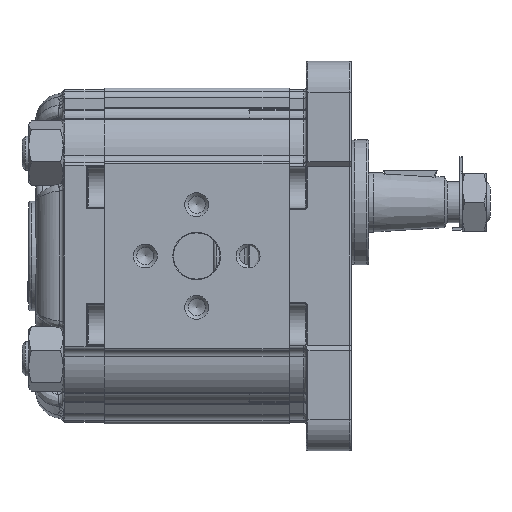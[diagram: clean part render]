
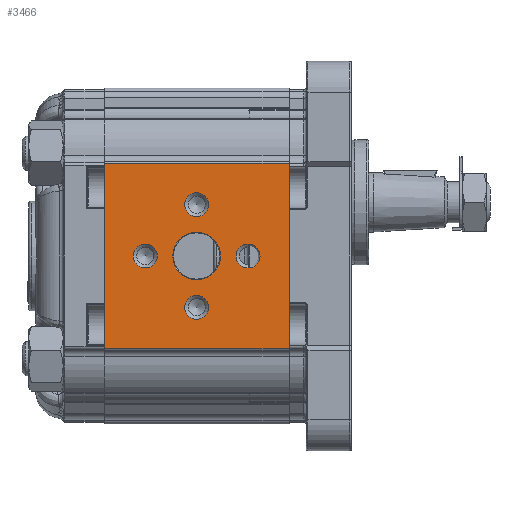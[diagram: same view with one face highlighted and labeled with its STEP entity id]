
A CAD part, left-side view. The second image highlights one B-rep face of the part: STEP entity #3466.
In plain terms, the highlighted planar face has unit normal (-1, 0, 0).
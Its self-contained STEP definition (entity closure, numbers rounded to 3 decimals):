
#3466 = ADVANCED_FACE( '', ( #8191, #8192, #8193, #8194, #8195, #8196 ), #8197, .T. );
#8191 = FACE_BOUND( '', #15394, .T. );
#8192 = FACE_BOUND( '', #15395, .T. );
#8193 = FACE_BOUND( '', #15396, .T. );
#8194 = FACE_BOUND( '', #15397, .T. );
#8195 = FACE_BOUND( '', #15398, .T. );
#8196 = FACE_OUTER_BOUND( '', #15399, .T. );
#8197 = PLANE( '', #15400 );
#15394 = EDGE_LOOP( '', ( #27811 ) );
#15395 = EDGE_LOOP( '', ( #27812 ) );
#15396 = EDGE_LOOP( '', ( #27813 ) );
#15397 = EDGE_LOOP( '', ( #27814 ) );
#15398 = EDGE_LOOP( '', ( #27815 ) );
#15399 = EDGE_LOOP( '', ( #27816, #27817, #27818, #27819 ) );
#15400 = AXIS2_PLACEMENT_3D( '', #27820, #27821, #27822 );
#27811 = ORIENTED_EDGE( '', *, *, #42117, .T. );
#27812 = ORIENTED_EDGE( '', *, *, #42118, .T. );
#27813 = ORIENTED_EDGE( '', *, *, #42119, .T. );
#27814 = ORIENTED_EDGE( '', *, *, #42120, .T. );
#27815 = ORIENTED_EDGE( '', *, *, #42121, .T. );
#27816 = ORIENTED_EDGE( '', *, *, #41685, .F. );
#27817 = ORIENTED_EDGE( '', *, *, #42122, .F. );
#27818 = ORIENTED_EDGE( '', *, *, #40390, .T. );
#27819 = ORIENTED_EDGE( '', *, *, #42123, .T. );
#27820 = CARTESIAN_POINT( '', ( -43., 54., 27.048 ) );
#27821 = DIRECTION( '', ( -1., 0., 0. ) );
#27822 = DIRECTION( '', ( 0., 0., 1. ) );
#40390 = EDGE_CURVE( '', #48659, #48657, #48660, .T. );
#41685 = EDGE_CURVE( '', #50691, #50693, #50694, .T. );
#42117 = EDGE_CURVE( '', #51307, #51307, #51308, .F. );
#42118 = EDGE_CURVE( '', #51309, #51309, #51310, .F. );
#42119 = EDGE_CURVE( '', #51311, #51311, #51312, .F. );
#42120 = EDGE_CURVE( '', #51313, #51313, #51314, .F. );
#42121 = EDGE_CURVE( '', #51315, #51315, #51316, .F. );
#42122 = EDGE_CURVE( '', #48659, #50691, #51317, .T. );
#42123 = EDGE_CURVE( '', #48657, #50693, #51318, .T. );
#48657 = VERTEX_POINT( '', #61886 );
#48659 = VERTEX_POINT( '', #61888 );
#48660 = LINE( '', #61889, #61890 );
#50691 = VERTEX_POINT( '', #65909 );
#50693 = VERTEX_POINT( '', #65911 );
#50694 = LINE( '', #65912, #65913 );
#51307 = VERTEX_POINT( '', #67196 );
#51308 = CIRCLE( '', #67197, 3.5 );
#51309 = VERTEX_POINT( '', #67198 );
#51310 = CIRCLE( '', #67199, 3.5 );
#51311 = VERTEX_POINT( '', #67200 );
#51312 = CIRCLE( '', #67201, 3.5 );
#51313 = VERTEX_POINT( '', #67202 );
#51314 = CIRCLE( '', #67203, 3.5 );
#51315 = VERTEX_POINT( '', #67204 );
#51316 = CIRCLE( '', #67205, 6.95 );
#51317 = LINE( '', #67206, #67207 );
#51318 = LINE( '', #67208, #67209 );
#61886 = CARTESIAN_POINT( '', ( -43., 54., -27.048 ) );
#61888 = CARTESIAN_POINT( '', ( -43., 54., 27.048 ) );
#61889 = CARTESIAN_POINT( '', ( -43., 54., 27.048 ) );
#61890 = VECTOR( '', #76449, 1000. );
#65909 = CARTESIAN_POINT( '', ( -43., 0., 27.048 ) );
#65911 = CARTESIAN_POINT( '', ( -43., 0., -27.048 ) );
#65912 = CARTESIAN_POINT( '', ( -43., 0., 27.048 ) );
#65913 = VECTOR( '', #77933, 1000. );
#67196 = CARTESIAN_POINT( '', ( -43., 12., 3.5 ) );
#67197 = AXIS2_PLACEMENT_3D( '', #78394, #78395, #78396 );
#67198 = CARTESIAN_POINT( '', ( -43., 42., 3.5 ) );
#67199 = AXIS2_PLACEMENT_3D( '', #78397, #78398, #78399 );
#67200 = CARTESIAN_POINT( '', ( -43., 27., -11.5 ) );
#67201 = AXIS2_PLACEMENT_3D( '', #78400, #78401, #78402 );
#67202 = CARTESIAN_POINT( '', ( -43., 27., 18.5 ) );
#67203 = AXIS2_PLACEMENT_3D( '', #78403, #78404, #78405 );
#67204 = CARTESIAN_POINT( '', ( -43., 27., 6.95 ) );
#67205 = AXIS2_PLACEMENT_3D( '', #78406, #78407, #78408 );
#67206 = CARTESIAN_POINT( '', ( -43., 54., 27.048 ) );
#67207 = VECTOR( '', #78409, 1000. );
#67208 = CARTESIAN_POINT( '', ( -43., 54., -27.048 ) );
#67209 = VECTOR( '', #78410, 1000. );
#76449 = DIRECTION( '', ( 0., 0., -1. ) );
#77933 = DIRECTION( '', ( 0., 0., -1. ) );
#78394 = CARTESIAN_POINT( '', ( -43., 12., 0. ) );
#78395 = DIRECTION( '', ( -1., 0., 0. ) );
#78396 = DIRECTION( '', ( 0., 0., 1. ) );
#78397 = CARTESIAN_POINT( '', ( -43., 42., 0. ) );
#78398 = DIRECTION( '', ( -1., 0., 0. ) );
#78399 = DIRECTION( '', ( 0., 0., 1. ) );
#78400 = CARTESIAN_POINT( '', ( -43., 27., -15. ) );
#78401 = DIRECTION( '', ( -1., 0., 0. ) );
#78402 = DIRECTION( '', ( 0., 0., 1. ) );
#78403 = CARTESIAN_POINT( '', ( -43., 27., 15. ) );
#78404 = DIRECTION( '', ( -1., 0., 0. ) );
#78405 = DIRECTION( '', ( 0., 0., 1. ) );
#78406 = CARTESIAN_POINT( '', ( -43., 27., 0. ) );
#78407 = DIRECTION( '', ( -1., 0., 0. ) );
#78408 = DIRECTION( '', ( 0., 0., 1. ) );
#78409 = DIRECTION( '', ( 0., -1., 0. ) );
#78410 = DIRECTION( '', ( 0., -1., 0. ) );
